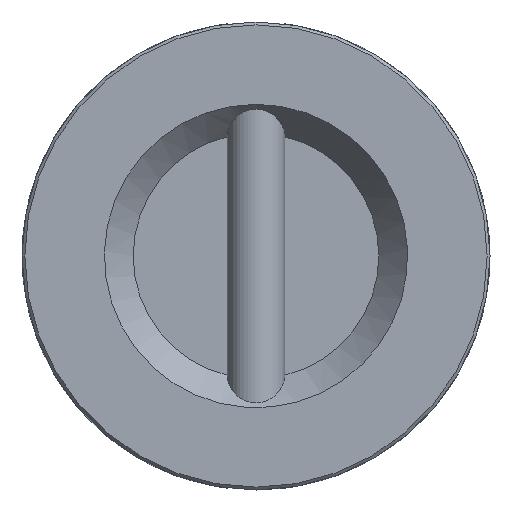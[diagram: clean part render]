
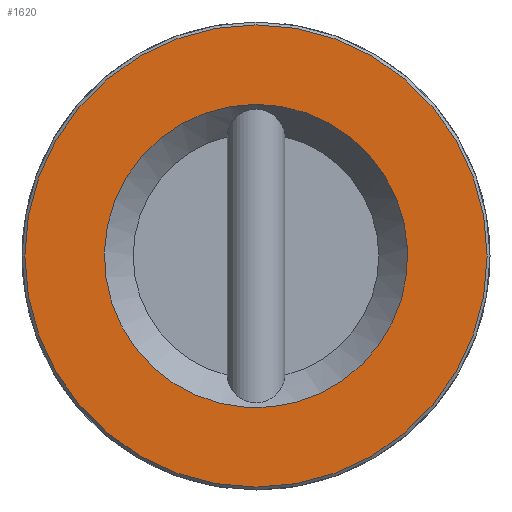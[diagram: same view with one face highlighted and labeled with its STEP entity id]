
A CAD part, front view. The second image highlights one B-rep face of the part: STEP entity #1620.
In plain terms, the highlighted planar face has unit normal (0, -1, 0).
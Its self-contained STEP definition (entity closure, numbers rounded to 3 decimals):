
#65 = CARTESIAN_POINT ( 'NONE',  ( 0., 0., 0. ) ) ;
#152 = ORIENTED_EDGE ( 'NONE', *, *, #1817, .T. ) ;
#168 = CARTESIAN_POINT ( 'NONE',  ( 52.5, 0., 0. ) ) ;
#199 = DIRECTION ( 'NONE',  ( 0., 1., 0. ) ) ;
#335 = DIRECTION ( 'NONE',  ( 0., -1., 0. ) ) ;
#463 = VERTEX_POINT ( 'NONE', #1592 ) ;
#535 = FACE_OUTER_BOUND ( 'NONE', #1109, .T. ) ;
#761 = CIRCLE ( 'NONE', #1838, 52.5 ) ;
#894 = EDGE_LOOP ( 'NONE', ( #985 ) ) ;
#985 = ORIENTED_EDGE ( 'NONE', *, *, #1047, .T. ) ;
#1047 = EDGE_CURVE ( 'NONE', #1616, #1616, #761, .T. ) ;
#1109 = EDGE_LOOP ( 'NONE', ( #152 ) ) ;
#1182 = FACE_BOUND ( 'NONE', #894, .T. ) ;
#1294 = DIRECTION ( 'NONE',  ( 0., 1., 0. ) ) ;
#1299 = AXIS2_PLACEMENT_3D ( 'NONE', #168, #1294, #1947 ) ;
#1337 = AXIS2_PLACEMENT_3D ( 'NONE', #1943, #335, #1467 ) ;
#1467 = DIRECTION ( 'NONE',  ( 0., 0., 1. ) ) ;
#1476 = DIRECTION ( 'NONE',  ( 0., 0., 1. ) ) ;
#1582 = CARTESIAN_POINT ( 'NONE',  ( 0., 0., 52.5 ) ) ;
#1592 = CARTESIAN_POINT ( 'NONE',  ( 0., 0., 80. ) ) ;
#1616 = VERTEX_POINT ( 'NONE', #1582 ) ;
#1620 = ADVANCED_FACE ( 'NONE', ( #535, #1182 ), #1825, .F. ) ;
#1817 = EDGE_CURVE ( 'NONE', #463, #463, #2090, .T. ) ;
#1825 = PLANE ( 'NONE',  #1299 ) ;
#1838 = AXIS2_PLACEMENT_3D ( 'NONE', #65, #199, #1476 ) ;
#1943 = CARTESIAN_POINT ( 'NONE',  ( 0., 0., 0. ) ) ;
#1947 = DIRECTION ( 'NONE',  ( 0., 0., 1. ) ) ;
#2090 = CIRCLE ( 'NONE', #1337, 80. ) ;
